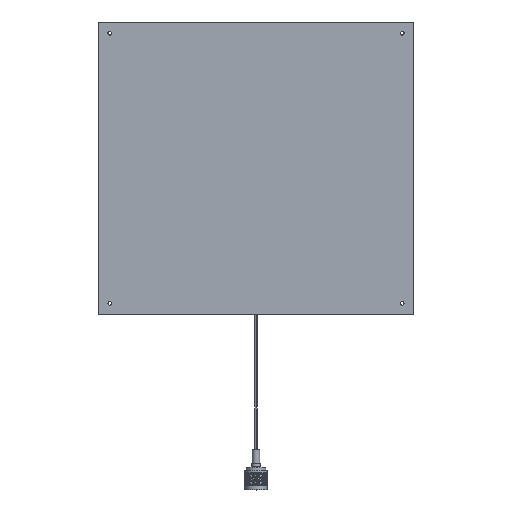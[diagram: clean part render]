
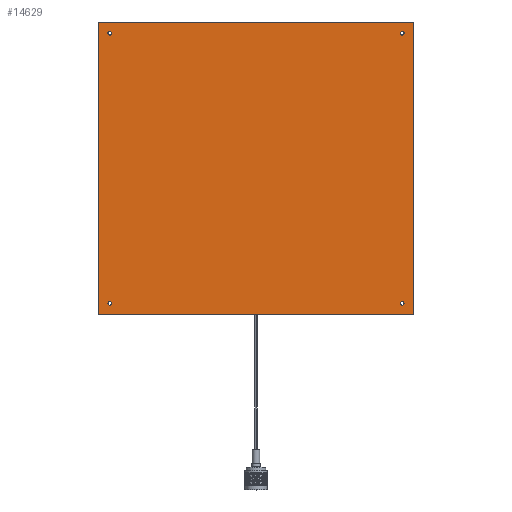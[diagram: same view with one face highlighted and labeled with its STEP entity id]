
A CAD part, top view. The second image highlights one B-rep face of the part: STEP entity #14629.
In plain terms, the highlighted face is planar.
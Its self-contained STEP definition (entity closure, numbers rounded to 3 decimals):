
#2278 = ORIENTED_EDGE ( 'NONE', *, *, #91030, .T. ) ;
#3350 = DIRECTION ( 'NONE',  ( 1., 0., 0. ) ) ;
#4263 = DIRECTION ( 'NONE',  ( 1., 0., 0. ) ) ;
#5538 = CIRCLE ( 'NONE', #19876, 1.6 ) ;
#5661 = EDGE_CURVE ( 'NONE', #69956, #68887, #83362, .T. ) ;
#7971 = AXIS2_PLACEMENT_3D ( 'NONE', #21657, #23124, #74813 ) ;
#8718 = VERTEX_POINT ( 'NONE', #12881 ) ;
#9485 = EDGE_CURVE ( 'NONE', #70916, #69956, #79640, .T. ) ;
#10096 = DIRECTION ( 'NONE',  ( 1., 0., 0. ) ) ;
#10383 = AXIS2_PLACEMENT_3D ( 'NONE', #37598, #29679, #67917 ) ;
#11324 = VERTEX_POINT ( 'NONE', #76153 ) ;
#11331 = FACE_OUTER_BOUND ( 'NONE', #13854, .T. ) ;
#12161 = CIRCLE ( 'NONE', #24883, 1.6 ) ;
#12387 = CIRCLE ( 'NONE', #94795, 1.6 ) ;
#12881 = CARTESIAN_POINT ( 'NONE',  ( -128.4, 121., -3. ) ) ;
#13037 = CARTESIAN_POINT ( 'NONE',  ( -140., -129., -3. ) ) ;
#13854 = EDGE_LOOP ( 'NONE', ( #85780, #46444, #45518, #71583 ) ) ;
#13918 = EDGE_LOOP ( 'NONE', ( #22781, #42605 ) ) ;
#14381 = DIRECTION ( 'NONE',  ( 0., 1., 0. ) ) ;
#14629 = ADVANCED_FACE ( 'NONE', ( #56051, #71948, #40642, #87298, #11331 ), #57039, .F. ) ;
#14832 = CARTESIAN_POINT ( 'NONE',  ( -140., 131., -3. ) ) ;
#14897 = EDGE_CURVE ( 'NONE', #68887, #11324, #50302, .T. ) ;
#16828 = EDGE_CURVE ( 'NONE', #8718, #81211, #27052, .T. ) ;
#18307 = CARTESIAN_POINT ( 'NONE',  ( -130., -119., -3. ) ) ;
#18884 = CARTESIAN_POINT ( 'NONE',  ( 131.6, -119., -3. ) ) ;
#19876 = AXIS2_PLACEMENT_3D ( 'NONE', #34071, #86694, #4263 ) ;
#20787 = CARTESIAN_POINT ( 'NONE',  ( 130., -119., -3. ) ) ;
#20957 = ORIENTED_EDGE ( 'NONE', *, *, #25738, .T. ) ;
#21657 = CARTESIAN_POINT ( 'NONE',  ( -130., 121., -3. ) ) ;
#22720 = CARTESIAN_POINT ( 'NONE',  ( -130., -119., -3. ) ) ;
#22781 = ORIENTED_EDGE ( 'NONE', *, *, #16828, .T. ) ;
#23124 = DIRECTION ( 'NONE',  ( 0., 0., 1. ) ) ;
#23590 = VECTOR ( 'NONE', #45128, 1000. ) ;
#24883 = AXIS2_PLACEMENT_3D ( 'NONE', #20787, #80421, #74434 ) ;
#25738 = EDGE_CURVE ( 'NONE', #25856, #83966, #43145, .T. ) ;
#25856 = VERTEX_POINT ( 'NONE', #62439 ) ;
#25890 = DIRECTION ( 'NONE',  ( 0., 0., 1. ) ) ;
#26293 = VECTOR ( 'NONE', #14381, 1000. ) ;
#27052 = CIRCLE ( 'NONE', #7971, 1.6 ) ;
#27235 = DIRECTION ( 'NONE',  ( 1., 0., 0. ) ) ;
#28134 = EDGE_LOOP ( 'NONE', ( #30886, #2278 ) ) ;
#29679 = DIRECTION ( 'NONE',  ( 0., 0., 1. ) ) ;
#30886 = ORIENTED_EDGE ( 'NONE', *, *, #58834, .T. ) ;
#34071 = CARTESIAN_POINT ( 'NONE',  ( 130., 121., -3. ) ) ;
#35694 = VERTEX_POINT ( 'NONE', #83683 ) ;
#37598 = CARTESIAN_POINT ( 'NONE',  ( -130., -119., -3. ) ) ;
#38584 = DIRECTION ( 'NONE',  ( 0., 0., 1. ) ) ;
#38709 = AXIS2_PLACEMENT_3D ( 'NONE', #55792, #39406, #10096 ) ;
#39406 = DIRECTION ( 'NONE',  ( 0., 0., 1. ) ) ;
#39451 = CARTESIAN_POINT ( 'NONE',  ( 131.6, 121., -3. ) ) ;
#40642 = FACE_BOUND ( 'NONE', #13918, .T. ) ;
#41889 = DIRECTION ( 'NONE',  ( 1., 0., 0. ) ) ;
#42605 = ORIENTED_EDGE ( 'NONE', *, *, #53453, .T. ) ;
#43145 = CIRCLE ( 'NONE', #81221, 1.6 ) ;
#44350 = VECTOR ( 'NONE', #57763, 1000. ) ;
#45128 = DIRECTION ( 'NONE',  ( 0., -1., 0. ) ) ;
#45518 = ORIENTED_EDGE ( 'NONE', *, *, #14897, .F. ) ;
#46416 = CARTESIAN_POINT ( 'NONE',  ( -140., -129., -3. ) ) ;
#46444 = ORIENTED_EDGE ( 'NONE', *, *, #86661, .F. ) ;
#47758 = CARTESIAN_POINT ( 'NONE',  ( 130., -119., -3. ) ) ;
#50302 = LINE ( 'NONE', #13037, #88837 ) ;
#51936 = CARTESIAN_POINT ( 'NONE',  ( 140., 131., -3. ) ) ;
#52141 = LINE ( 'NONE', #59100, #26293 ) ;
#53453 = EDGE_CURVE ( 'NONE', #81211, #8718, #86351, .T. ) ;
#54551 = ORIENTED_EDGE ( 'NONE', *, *, #78607, .T. ) ;
#55792 = CARTESIAN_POINT ( 'NONE',  ( -130., 121., -3. ) ) ;
#56051 = FACE_BOUND ( 'NONE', #72998, .T. ) ;
#57039 = PLANE ( 'NONE',  #68319 ) ;
#57345 = VERTEX_POINT ( 'NONE', #63758 ) ;
#57763 = DIRECTION ( 'NONE',  ( -1., 0., 0. ) ) ;
#58834 = EDGE_CURVE ( 'NONE', #95488, #35694, #12161, .T. ) ;
#59100 = CARTESIAN_POINT ( 'NONE',  ( 140., -129., -3. ) ) ;
#61326 = CIRCLE ( 'NONE', #81945, 1.6 ) ;
#62439 = CARTESIAN_POINT ( 'NONE',  ( -128.4, -119., -3. ) ) ;
#63736 = CARTESIAN_POINT ( 'NONE',  ( 140., 131., -3. ) ) ;
#63758 = CARTESIAN_POINT ( 'NONE',  ( 128.4, 121., -3. ) ) ;
#67917 = DIRECTION ( 'NONE',  ( 1., 0., 0. ) ) ;
#68319 = AXIS2_PLACEMENT_3D ( 'NONE', #18307, #70971, #27235 ) ;
#68887 = VERTEX_POINT ( 'NONE', #46416 ) ;
#69956 = VERTEX_POINT ( 'NONE', #94364 ) ;
#70390 = ORIENTED_EDGE ( 'NONE', *, *, #78940, .T. ) ;
#70916 = VERTEX_POINT ( 'NONE', #51936 ) ;
#70971 = DIRECTION ( 'NONE',  ( 0., 0., 1. ) ) ;
#71104 = DIRECTION ( 'NONE',  ( 1., 0., 0. ) ) ;
#71366 = CARTESIAN_POINT ( 'NONE',  ( -131.6, 121., -3. ) ) ;
#71416 = CARTESIAN_POINT ( 'NONE',  ( 130., 121., -3. ) ) ;
#71583 = ORIENTED_EDGE ( 'NONE', *, *, #5661, .F. ) ;
#71948 = FACE_BOUND ( 'NONE', #28134, .T. ) ;
#72998 = EDGE_LOOP ( 'NONE', ( #70390, #84002 ) ) ;
#74434 = DIRECTION ( 'NONE',  ( 1., 0., 0. ) ) ;
#74813 = DIRECTION ( 'NONE',  ( 1., 0., 0. ) ) ;
#75823 = VERTEX_POINT ( 'NONE', #39451 ) ;
#76153 = CARTESIAN_POINT ( 'NONE',  ( 140., -129., -3. ) ) ;
#76837 = DIRECTION ( 'NONE',  ( 1., 0., 0. ) ) ;
#78607 = EDGE_CURVE ( 'NONE', #83966, #25856, #89609, .T. ) ;
#78940 = EDGE_CURVE ( 'NONE', #75823, #57345, #5538, .T. ) ;
#79640 = LINE ( 'NONE', #63736, #44350 ) ;
#80421 = DIRECTION ( 'NONE',  ( 0., 0., 1. ) ) ;
#81211 = VERTEX_POINT ( 'NONE', #71366 ) ;
#81221 = AXIS2_PLACEMENT_3D ( 'NONE', #22720, #38584, #76837 ) ;
#81945 = AXIS2_PLACEMENT_3D ( 'NONE', #47758, #25890, #71104 ) ;
#83362 = LINE ( 'NONE', #14832, #23590 ) ;
#83683 = CARTESIAN_POINT ( 'NONE',  ( 128.4, -119., -3. ) ) ;
#83966 = VERTEX_POINT ( 'NONE', #90002 ) ;
#84002 = ORIENTED_EDGE ( 'NONE', *, *, #98108, .T. ) ;
#85780 = ORIENTED_EDGE ( 'NONE', *, *, #9485, .F. ) ;
#86351 = CIRCLE ( 'NONE', #38709, 1.6 ) ;
#86661 = EDGE_CURVE ( 'NONE', #11324, #70916, #52141, .T. ) ;
#86694 = DIRECTION ( 'NONE',  ( 0., 0., 1. ) ) ;
#87298 = FACE_BOUND ( 'NONE', #91289, .T. ) ;
#88837 = VECTOR ( 'NONE', #41889, 1000. ) ;
#89609 = CIRCLE ( 'NONE', #10383, 1.6 ) ;
#90002 = CARTESIAN_POINT ( 'NONE',  ( -131.6, -119., -3. ) ) ;
#91030 = EDGE_CURVE ( 'NONE', #35694, #95488, #61326, .T. ) ;
#91289 = EDGE_LOOP ( 'NONE', ( #20957, #54551 ) ) ;
#94364 = CARTESIAN_POINT ( 'NONE',  ( -140., 131., -3. ) ) ;
#94795 = AXIS2_PLACEMENT_3D ( 'NONE', #71416, #95167, #3350 ) ;
#95167 = DIRECTION ( 'NONE',  ( 0., 0., 1. ) ) ;
#95488 = VERTEX_POINT ( 'NONE', #18884 ) ;
#98108 = EDGE_CURVE ( 'NONE', #57345, #75823, #12387, .T. ) ;
